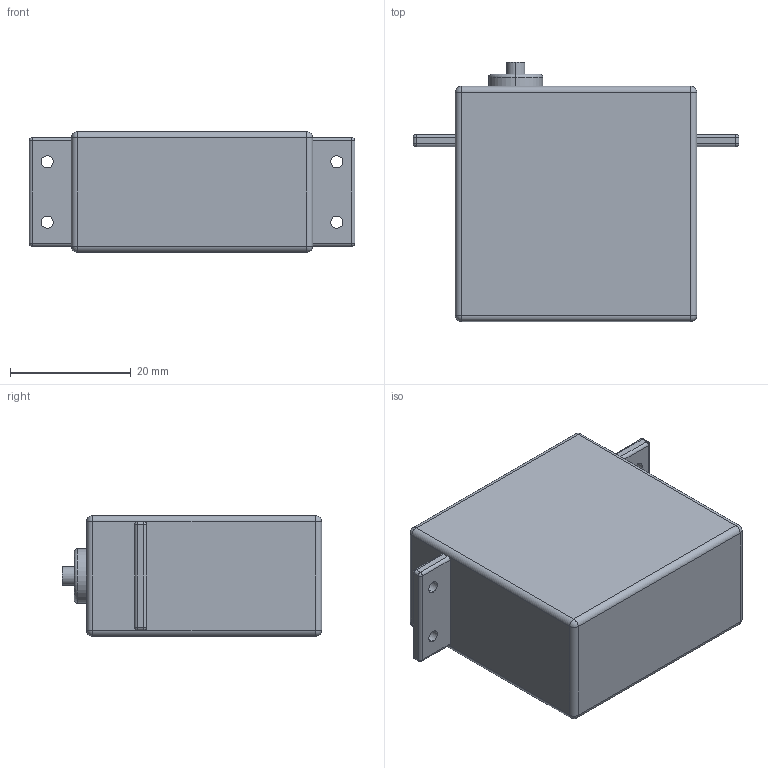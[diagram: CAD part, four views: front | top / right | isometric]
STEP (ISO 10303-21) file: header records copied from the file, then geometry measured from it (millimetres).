
FILE_DESCRIPTION (( 'STEP AP203' ), '1' );
FILE_NAME ('20250902-卼恅艙.STEP', '2025-09-04T04:16:10', ( '' ), ( '' ), 'SwSTEP 2.0', 'SolidWorks 2024', '' );
FILE_SCHEMA (( 'CONFIG_CONTROL_DESIGN' ));
Length unit declared in the file: millimetre
Products named in the file (1): 20250902-王文康
Bounding box: 54 x 43 x 20 mm (x, y, z)
Volume: 31726.5 mm3; surface area: 6735.3 mm2
Topology: 1 solids, 1 shells, 84 faces, 194 edges, 97 vertices
Faces by surface type: cylinder 42, plane 20, sphere 16, cone 4, torus 2
Entity records: 2295 total; most frequent: DIRECTION 436, CARTESIAN_POINT 358, ORIENTED_EDGE 352, EDGE_CURVE 176, AXIS2_PLACEMENT_3D 175, VERTEX_POINT 97, EDGE_LOOP 95, CIRCLE 90
